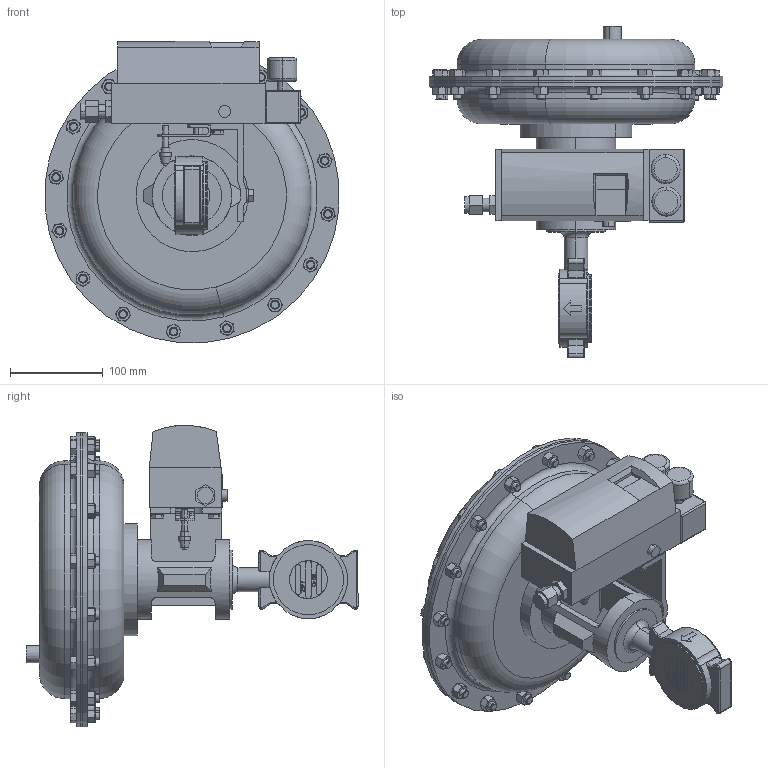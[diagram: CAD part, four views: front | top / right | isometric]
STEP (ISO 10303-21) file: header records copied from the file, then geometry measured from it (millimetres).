
FILE_DESCRIPTION (( 'STEP AP203' ), '1' );
FILE_NAME ('75SP-150-CS+S6-I3-55M-16IQ.step', '2017-10-27T12:44:39', ( '' ), ( '' ), 'SwSTEP 2.0', 'SolidWorks 2014', '' );
FILE_SCHEMA (( 'CONFIG_CONTROL_DESIGN' ));
Length unit declared in the file: inch
Products named in the file (1): 75SP-150-CS+S6-I3-55M-16IQ
Bounding box: 316.4 x 357.38 x 324.28 mm (x, y, z)
Volume: 6743785.1 mm3; surface area: 398510.6 mm2
Topology: 1 solids, 1 shells, 1098 faces, 2589 edges, 1580 vertices
Faces by surface type: plane 477, cone 334, cylinder 184, bspline 61, torus 40, sphere 2
Entity records: 38894 total; most frequent: CARTESIAN_POINT 14871, ORIENTED_EDGE 5170, DIRECTION 4625, EDGE_CURVE 2585, AXIS2_PLACEMENT_3D 1790, VERTEX_POINT 1580, EDGE_LOOP 1197, ADVANCED_FACE 1098
